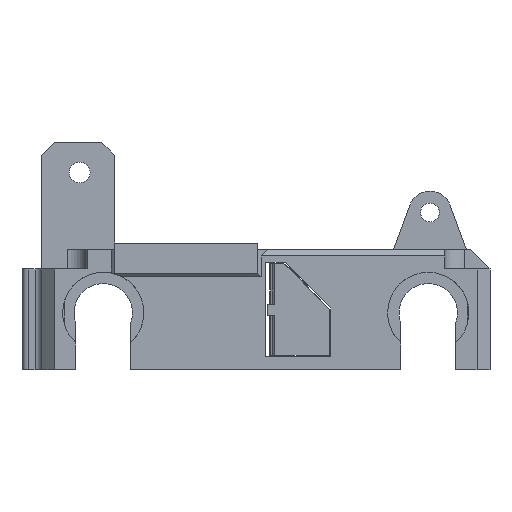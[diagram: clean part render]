
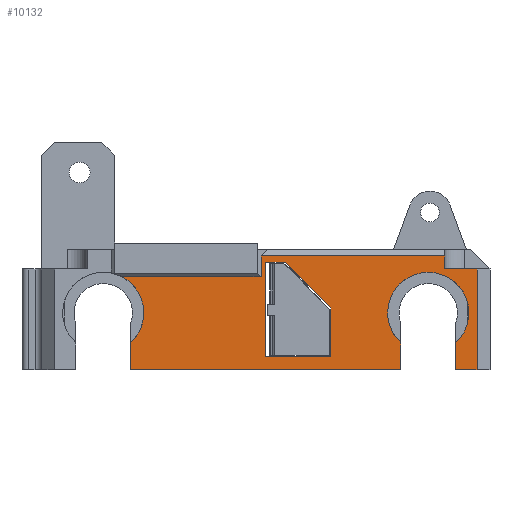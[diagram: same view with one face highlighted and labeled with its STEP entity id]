
A CAD part, left-side view. The second image highlights one B-rep face of the part: STEP entity #10132.
In plain terms, the highlighted planar face has unit normal (-1, 0, 0).
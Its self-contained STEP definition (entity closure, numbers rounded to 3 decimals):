
#70=FACE_BOUND('',#1311,.T.);
#247=PLANE('',#11053);
#744=FACE_OUTER_BOUND('',#1310,.T.);
#1310=EDGE_LOOP('',(#8546,#8547,#8548,#8549,#8550,#8551,#8552,#8553,#8554,
#8555,#8556,#8557,#8558));
#1311=EDGE_LOOP('',(#8559,#8560,#8561,#8562,#8563));
#1902=CIRCLE('',#11054,6.25);
#1903=CIRCLE('',#11055,6.25);
#2395=LINE('',#15823,#3448);
#2633=LINE('',#16409,#3686);
#2636=LINE('',#16414,#3689);
#2654=LINE('',#16824,#3707);
#2656=LINE('',#16827,#3709);
#2661=LINE('',#16837,#3714);
#2662=LINE('',#16841,#3715);
#2663=LINE('',#16843,#3716);
#2664=LINE('',#16845,#3717);
#2665=LINE('',#16848,#3718);
#2666=LINE('',#16850,#3719);
#2667=LINE('',#16854,#3720);
#2668=LINE('',#16856,#3721);
#2669=LINE('',#16858,#3722);
#2670=LINE('',#16860,#3723);
#2671=LINE('',#16861,#3724);
#3448=VECTOR('',#12859,1.);
#3686=VECTOR('',#13377,10.);
#3689=VECTOR('',#13382,10.);
#3707=VECTOR('',#13412,10.);
#3709=VECTOR('',#13416,10.);
#3714=VECTOR('',#13427,10.);
#3715=VECTOR('',#13430,10.);
#3716=VECTOR('',#13431,10.);
#3717=VECTOR('',#13432,10.);
#3718=VECTOR('',#13435,1.);
#3719=VECTOR('',#13436,1.);
#3720=VECTOR('',#13439,1.);
#3721=VECTOR('',#13440,1.);
#3722=VECTOR('',#13441,1.);
#3723=VECTOR('',#13442,1.);
#3724=VECTOR('',#13443,1.);
#4610=VERTEX_POINT('',#15820);
#4611=VERTEX_POINT('',#15822);
#4818=VERTEX_POINT('',#16406);
#4819=VERTEX_POINT('',#16408);
#4820=VERTEX_POINT('',#16412);
#4837=VERTEX_POINT('',#16821);
#4838=VERTEX_POINT('',#16823);
#4841=VERTEX_POINT('',#16839);
#4842=VERTEX_POINT('',#16840);
#4843=VERTEX_POINT('',#16842);
#4844=VERTEX_POINT('',#16844);
#4845=VERTEX_POINT('',#16846);
#4846=VERTEX_POINT('',#16849);
#4847=VERTEX_POINT('',#16851);
#4848=VERTEX_POINT('',#16853);
#4849=VERTEX_POINT('',#16855);
#4850=VERTEX_POINT('',#16857);
#4851=VERTEX_POINT('',#16859);
#5826=EDGE_CURVE('',#4611,#4610,#2395,.T.);
#6122=EDGE_CURVE('',#4819,#4818,#2633,.T.);
#6125=EDGE_CURVE('',#4818,#4820,#2636,.T.);
#6151=EDGE_CURVE('',#4837,#4838,#2654,.T.);
#6153=EDGE_CURVE('',#4837,#4819,#2656,.T.);
#6158=EDGE_CURVE('',#4820,#4838,#2661,.T.);
#6159=EDGE_CURVE('',#4841,#4842,#2662,.T.);
#6160=EDGE_CURVE('',#4843,#4841,#2663,.T.);
#6161=EDGE_CURVE('',#4843,#4844,#2664,.T.);
#6162=EDGE_CURVE('',#4844,#4845,#1902,.T.);
#6163=EDGE_CURVE('',#4845,#4611,#2665,.F.);
#6164=EDGE_CURVE('',#4610,#4846,#2666,.F.);
#6165=EDGE_CURVE('',#4846,#4847,#1903,.T.);
#6166=EDGE_CURVE('',#4847,#4848,#2667,.F.);
#6167=EDGE_CURVE('',#4848,#4849,#2668,.T.);
#6168=EDGE_CURVE('',#4849,#4850,#2669,.T.);
#6169=EDGE_CURVE('',#4850,#4851,#2670,.T.);
#6170=EDGE_CURVE('',#4851,#4842,#2671,.F.);
#8546=ORIENTED_EDGE('',*,*,#6159,.F.);
#8547=ORIENTED_EDGE('',*,*,#6160,.F.);
#8548=ORIENTED_EDGE('',*,*,#6161,.T.);
#8549=ORIENTED_EDGE('',*,*,#6162,.T.);
#8550=ORIENTED_EDGE('',*,*,#6163,.T.);
#8551=ORIENTED_EDGE('',*,*,#5826,.T.);
#8552=ORIENTED_EDGE('',*,*,#6164,.T.);
#8553=ORIENTED_EDGE('',*,*,#6165,.T.);
#8554=ORIENTED_EDGE('',*,*,#6166,.T.);
#8555=ORIENTED_EDGE('',*,*,#6167,.T.);
#8556=ORIENTED_EDGE('',*,*,#6168,.T.);
#8557=ORIENTED_EDGE('',*,*,#6169,.T.);
#8558=ORIENTED_EDGE('',*,*,#6170,.T.);
#8559=ORIENTED_EDGE('',*,*,#6125,.T.);
#8560=ORIENTED_EDGE('',*,*,#6158,.T.);
#8561=ORIENTED_EDGE('',*,*,#6151,.F.);
#8562=ORIENTED_EDGE('',*,*,#6153,.T.);
#8563=ORIENTED_EDGE('',*,*,#6122,.T.);
#10132=ADVANCED_FACE('',(#744,#70),#247,.T.);
#11053=AXIS2_PLACEMENT_3D('',#16838,#13428,#13429);
#11054=AXIS2_PLACEMENT_3D('',#16847,#13433,#13434);
#11055=AXIS2_PLACEMENT_3D('',#16852,#13437,#13438);
#12859=DIRECTION('',(0.,-1.,0.));
#13377=DIRECTION('',(0.,1.,0.));
#13382=DIRECTION('',(0.,0.,1.));
#13412=DIRECTION('',(0.,0.707,0.707));
#13416=DIRECTION('',(0.,0.,-1.));
#13427=DIRECTION('',(0.,-1.,0.));
#13428=DIRECTION('center_axis',(-1.,0.,0.));
#13429=DIRECTION('ref_axis',(0.,-1.,0.));
#13430=DIRECTION('',(0.,-1.,0.));
#13431=DIRECTION('',(0.,0.,1.));
#13432=DIRECTION('',(0.,1.,0.));
#13433=DIRECTION('center_axis',(1.,0.,0.));
#13434=DIRECTION('ref_axis',(0.,0.,-1.));
#13435=DIRECTION('',(0.,0.,1.));
#13436=DIRECTION('',(0.,0.,-1.));
#13437=DIRECTION('center_axis',(1.,0.,0.));
#13438=DIRECTION('ref_axis',(0.,0.,-1.));
#13439=DIRECTION('',(0.,0.,1.));
#13440=DIRECTION('',(0.,-1.,0.));
#13441=DIRECTION('',(0.,0.,1.));
#13442=DIRECTION('',(0.,1.,0.));
#13443=DIRECTION('',(0.,0.,-1.));
#15820=CARTESIAN_POINT('',(-30.,-24.83,-15.719));
#15822=CARTESIAN_POINT('',(-30.,16.77,-15.719));
#15823=CARTESIAN_POINT('',(-30.,16.77,-15.719));
#16406=CARTESIAN_POINT('',(-30.,-4.03,-13.719));
#16408=CARTESIAN_POINT('',(-30.,-14.03,-13.719));
#16409=CARTESIAN_POINT('',(-30.,8.22,-13.719));
#16412=CARTESIAN_POINT('',(-30.,-4.03,0.781));
#16414=CARTESIAN_POINT('',(-30.,-4.03,-14.719));
#16821=CARTESIAN_POINT('',(-30.,-14.03,-6.219));
#16823=CARTESIAN_POINT('',(-30.,-7.03,0.781));
#16824=CARTESIAN_POINT('',(-30.,-3.53,4.281));
#16827=CARTESIAN_POINT('',(-30.,-14.03,-7.469));
#16837=CARTESIAN_POINT('',(-30.,13.22,0.781));
#16838=CARTESIAN_POINT('Origin',(-30.,30.47,-15.719));
#16839=CARTESIAN_POINT('',(-30.,-3.307,1.781));
#16840=CARTESIAN_POINT('',(-30.,-31.53,1.781));
#16841=CARTESIAN_POINT('',(-30.,15.235,1.781));
#16842=CARTESIAN_POINT('',(-30.,-3.307,-1.433));
#16843=CARTESIAN_POINT('',(-30.,-3.307,-7.523));
#16844=CARTESIAN_POINT('',(-30.,18.069,-1.433));
#16845=CARTESIAN_POINT('',(-30.,24.84,-1.433));
#16846=CARTESIAN_POINT('',(-30.,16.77,-11.598));
#16847=CARTESIAN_POINT('Origin',(-30.,20.97,-6.969));
#16848=CARTESIAN_POINT('',(-30.,16.77,-15.719));
#16849=CARTESIAN_POINT('',(-30.,-24.83,-11.598));
#16850=CARTESIAN_POINT('',(-30.,-24.83,-8.585));
#16851=CARTESIAN_POINT('',(-30.,-33.23,-11.598));
#16852=CARTESIAN_POINT('Origin',(-30.,-29.03,-6.969));
#16853=CARTESIAN_POINT('',(-30.,-33.23,-15.719));
#16854=CARTESIAN_POINT('',(-30.,-33.23,-15.719));
#16855=CARTESIAN_POINT('',(-30.,-36.53,-15.719));
#16856=CARTESIAN_POINT('',(-30.,-33.23,-15.719));
#16857=CARTESIAN_POINT('',(-30.,-36.53,-0.219));
#16858=CARTESIAN_POINT('',(-30.,-36.53,-15.719));
#16859=CARTESIAN_POINT('',(-30.,-31.53,-0.219));
#16860=CARTESIAN_POINT('',(-30.,-36.53,-0.219));
#16861=CARTESIAN_POINT('',(-30.,-31.53,2.781));
